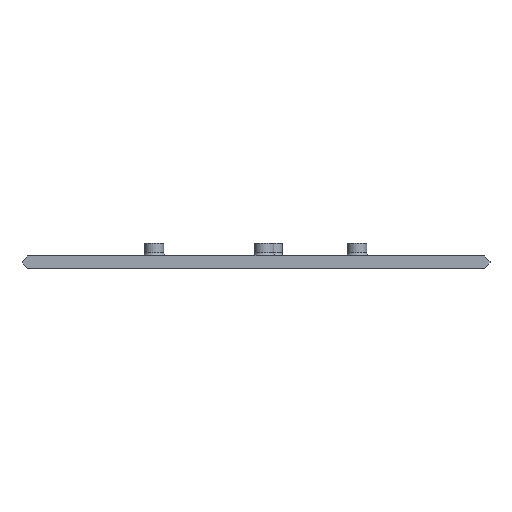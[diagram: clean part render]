
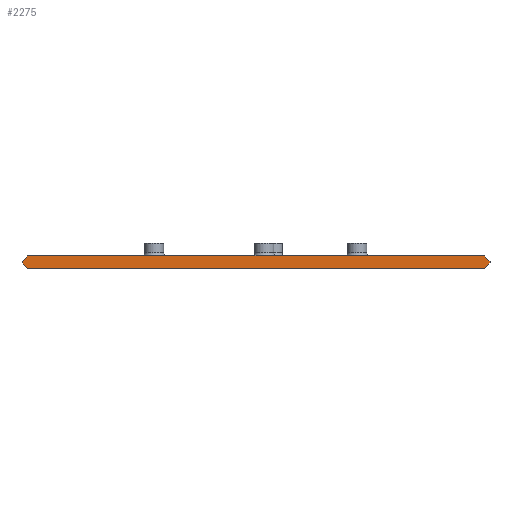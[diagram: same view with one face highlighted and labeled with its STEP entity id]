
A CAD part, front view. The second image highlights one B-rep face of the part: STEP entity #2275.
In plain terms, the highlighted planar face has unit normal (0, -1, 0).
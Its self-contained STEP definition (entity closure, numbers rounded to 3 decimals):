
#228=FACE_OUTER_BOUND('',#368,.T.);
#368=EDGE_LOOP('',(#1963,#1964,#1965,#1966,#1967,#1968,#1969,#1970));
#637=LINE('',#3511,#909);
#640=LINE('',#3516,#912);
#642=LINE('',#3520,#914);
#644=LINE('',#3524,#916);
#659=LINE('',#3637,#931);
#660=LINE('',#3639,#932);
#661=LINE('',#3641,#933);
#662=LINE('',#3642,#934);
#909=VECTOR('',#2850,10.);
#912=VECTOR('',#2855,10.);
#914=VECTOR('',#2859,10.);
#916=VECTOR('',#2863,10.);
#931=VECTOR('',#3006,10.);
#932=VECTOR('',#3007,10.);
#933=VECTOR('',#3008,10.);
#934=VECTOR('',#3009,10.);
#1102=VERTEX_POINT('',#3508);
#1103=VERTEX_POINT('',#3510);
#1104=VERTEX_POINT('',#3514);
#1105=VERTEX_POINT('',#3518);
#1106=VERTEX_POINT('',#3522);
#1140=VERTEX_POINT('',#3636);
#1141=VERTEX_POINT('',#3638);
#1142=VERTEX_POINT('',#3640);
#1386=EDGE_CURVE('',#1103,#1102,#637,.T.);
#1389=EDGE_CURVE('',#1102,#1104,#640,.T.);
#1391=EDGE_CURVE('',#1104,#1105,#642,.T.);
#1393=EDGE_CURVE('',#1105,#1106,#644,.T.);
#1446=EDGE_CURVE('',#1106,#1140,#659,.T.);
#1447=EDGE_CURVE('',#1140,#1141,#660,.T.);
#1448=EDGE_CURVE('',#1141,#1142,#661,.T.);
#1449=EDGE_CURVE('',#1142,#1103,#662,.T.);
#1963=ORIENTED_EDGE('',*,*,#1393,.T.);
#1964=ORIENTED_EDGE('',*,*,#1446,.T.);
#1965=ORIENTED_EDGE('',*,*,#1447,.T.);
#1966=ORIENTED_EDGE('',*,*,#1448,.T.);
#1967=ORIENTED_EDGE('',*,*,#1449,.T.);
#1968=ORIENTED_EDGE('',*,*,#1386,.T.);
#1969=ORIENTED_EDGE('',*,*,#1389,.T.);
#1970=ORIENTED_EDGE('',*,*,#1391,.T.);
#2162=PLANE('',#2440);
#2275=ADVANCED_FACE('',(#228),#2162,.T.);
#2440=AXIS2_PLACEMENT_3D('',#3635,#3004,#3005);
#2850=DIRECTION('',(0.707,0.,0.707));
#2855=DIRECTION('',(0.,0.,1.));
#2859=DIRECTION('',(-0.707,0.,0.707));
#2863=DIRECTION('',(-1.,0.,0.));
#3004=DIRECTION('center_axis',(0.,-1.,0.));
#3005=DIRECTION('ref_axis',(0.,0.,-1.));
#3006=DIRECTION('',(-0.707,0.,-0.707));
#3007=DIRECTION('',(0.,0.,-1.));
#3008=DIRECTION('',(0.707,0.,-0.707));
#3009=DIRECTION('',(1.,0.,0.));
#3508=CARTESIAN_POINT('',(74.3,-15.,-0.2));
#3510=CARTESIAN_POINT('',(72.5,-15.,-2.));
#3511=CARTESIAN_POINT('',(74.3,-15.,-0.2));
#3514=CARTESIAN_POINT('',(74.3,-15.,0.2));
#3516=CARTESIAN_POINT('',(74.3,-15.,0.2));
#3518=CARTESIAN_POINT('',(72.5,-15.,2.));
#3520=CARTESIAN_POINT('',(72.5,-15.,2.));
#3522=CARTESIAN_POINT('',(-72.5,-15.,2.));
#3524=CARTESIAN_POINT('',(-72.5,-15.,2.));
#3635=CARTESIAN_POINT('Origin',(0.,-15.,0.));
#3636=CARTESIAN_POINT('',(-74.3,-15.,0.2));
#3637=CARTESIAN_POINT('',(-72.5,-15.,2.));
#3638=CARTESIAN_POINT('',(-74.3,-15.,-0.2));
#3639=CARTESIAN_POINT('',(-74.3,-15.,0.));
#3640=CARTESIAN_POINT('',(-72.5,-15.,-2.));
#3641=CARTESIAN_POINT('',(-74.3,-15.,-0.2));
#3642=CARTESIAN_POINT('',(72.5,-15.,-2.));
